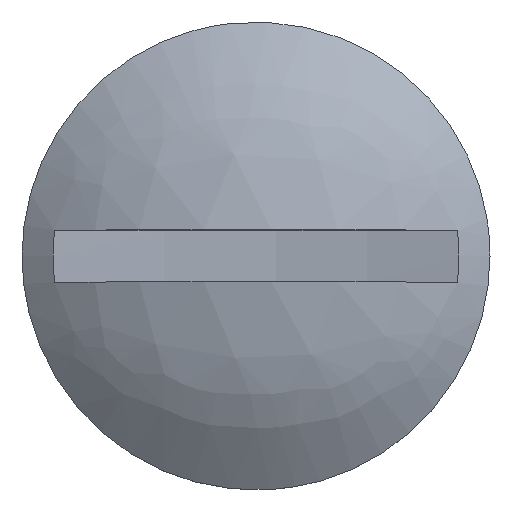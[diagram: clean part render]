
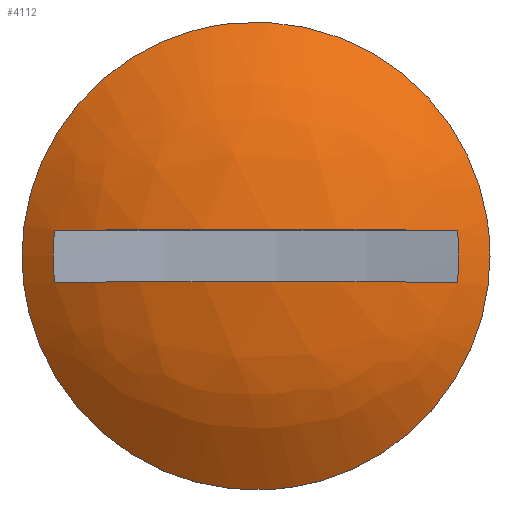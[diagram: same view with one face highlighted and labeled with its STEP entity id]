
A CAD part, top view. The second image highlights one B-rep face of the part: STEP entity #4112.
In plain terms, the highlighted free-form (B-spline) face has degree [2, 2] with [4, 4] control points.
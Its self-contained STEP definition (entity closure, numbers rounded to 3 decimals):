
#316=CARTESIAN_POINT('',(-1.062,8.937,0.8));
#317=VERTEX_POINT('',#316);
#323=CARTESIAN_POINT('',(9.0,0.0,0.8));
#324=VERTEX_POINT('',#323);
#325=CARTESIAN_POINT('',(-1.062,8.937,0.8));
#326=CARTESIAN_POINT('',(-0.533,9.0,0.8));
#327=CARTESIAN_POINT('',(0.0,9.0,0.8));
#328=CARTESIAN_POINT('',(9.0,9.0,0.8));
#329=CARTESIAN_POINT('',(9.0,0.0,0.8));
#337=(BOUNDED_CURVE()B_SPLINE_CURVE(2,(#325,#326,#327,#328,#329),.UNSPECIFIED.,.F.,.U.)B_SPLINE_CURVE_WITH_KNOTS((3,2,3),(0.23,0.25,0.5),.UNSPECIFIED.)CURVE()GEOMETRIC_REPRESENTATION_ITEM()RATIONAL_B_SPLINE_CURVE((0.956,0.976,1.0,0.707,1.0))REPRESENTATION_ITEM(''));
#338=EDGE_CURVE('',#317,#324,#337,.T.);
#340=CARTESIAN_POINT('',(0.549,-8.983,0.8));
#341=VERTEX_POINT('',#340);
#342=CARTESIAN_POINT('',(9.0,0.0,0.8));
#343=CARTESIAN_POINT('',(9.,-8.466,0.8));
#344=CARTESIAN_POINT('',(0.549,-8.983,0.8));
#352=(BOUNDED_CURVE()B_SPLINE_CURVE(2,(#342,#343,#344),.UNSPECIFIED.,.F.,.U.)B_SPLINE_CURVE_WITH_KNOTS((3,3),(0.5,0.739),.UNSPECIFIED.)CURVE()GEOMETRIC_REPRESENTATION_ITEM()RATIONAL_B_SPLINE_CURVE((1.0,0.72,0.976))REPRESENTATION_ITEM(''));
#353=EDGE_CURVE('',#324,#341,#352,.T.);
#427=CARTESIAN_POINT('',(-9.0,0.0,0.8));
#428=VERTEX_POINT('',#427);
#429=CARTESIAN_POINT('',(0.549,-8.983,0.8));
#430=CARTESIAN_POINT('',(0.275,-9.,0.8));
#431=CARTESIAN_POINT('',(0.0,-9.0,0.8));
#432=CARTESIAN_POINT('',(-9.0,-9.0,0.8));
#433=CARTESIAN_POINT('',(-9.0,0.0,0.8));
#441=(BOUNDED_CURVE()B_SPLINE_CURVE(2,(#429,#430,#431,#432,#433),.UNSPECIFIED.,.F.,.U.)B_SPLINE_CURVE_WITH_KNOTS((3,2,3),(0.739,0.75,1.0),.UNSPECIFIED.)CURVE()GEOMETRIC_REPRESENTATION_ITEM()RATIONAL_B_SPLINE_CURVE((0.976,0.988,1.0,0.707,1.0))REPRESENTATION_ITEM(''));
#442=EDGE_CURVE('',#341,#428,#441,.T.);
#444=CARTESIAN_POINT('',(-9.0,0.0,0.8));
#445=CARTESIAN_POINT('',(-9.0,7.994,0.8));
#446=CARTESIAN_POINT('',(-1.062,8.937,0.8));
#454=(BOUNDED_CURVE()B_SPLINE_CURVE(2,(#444,#445,#446),.UNSPECIFIED.,.F.,.U.)B_SPLINE_CURVE_WITH_KNOTS((3,3),(0.0,0.23),.UNSPECIFIED.)CURVE()GEOMETRIC_REPRESENTATION_ITEM()RATIONAL_B_SPLINE_CURVE((1.0,0.731,0.956))REPRESENTATION_ITEM(''));
#455=EDGE_CURVE('',#428,#317,#454,.T.);
#3953=CARTESIAN_POINT('',(-7.756,-1.,1.6));
#3954=VERTEX_POINT('',#3953);
#3955=CARTESIAN_POINT('',(7.756,-1.,1.6));
#3956=VERTEX_POINT('',#3955);
#3970=CARTESIAN_POINT('',(7.756,-1.,1.6));
#3971=CARTESIAN_POINT('',(0.,-1.,6.3));
#3972=CARTESIAN_POINT('',(-7.756,-1.,1.6));
#3980=(BOUNDED_CURVE()B_SPLINE_CURVE(2,(#3970,#3971,#3972),.UNSPECIFIED.,.F.,.U.)CURVE()GEOMETRIC_REPRESENTATION_ITEM()QUASI_UNIFORM_CURVE()RATIONAL_B_SPLINE_CURVE((1.0,0.855,1.0))REPRESENTATION_ITEM(''));
#3981=EDGE_CURVE('',#3956,#3954,#3980,.T.);
#3991=CARTESIAN_POINT('',(7.756,1.0,1.6));
#3992=VERTEX_POINT('',#3991);
#3993=CARTESIAN_POINT('',(-7.756,1.0,1.6));
#3994=VERTEX_POINT('',#3993);
#3995=CARTESIAN_POINT('',(7.756,1.0,1.6));
#3996=CARTESIAN_POINT('',(0.,1.0,6.3));
#3997=CARTESIAN_POINT('',(-7.756,1.0,1.6));
#4005=(BOUNDED_CURVE()B_SPLINE_CURVE(2,(#3995,#3996,#3997),.UNSPECIFIED.,.F.,.U.)CURVE()GEOMETRIC_REPRESENTATION_ITEM()QUASI_UNIFORM_CURVE()RATIONAL_B_SPLINE_CURVE((1.0,0.855,1.0))REPRESENTATION_ITEM(''));
#4006=EDGE_CURVE('',#3992,#3994,#4005,.T.);
#4039=CARTESIAN_POINT('',(-7.756,-1.,1.6));
#4040=CARTESIAN_POINT('',(-7.788,-0.667,1.607));
#4041=CARTESIAN_POINT('',(-7.82,0.,1.613));
#4042=CARTESIAN_POINT('',(-7.788,0.667,1.607));
#4043=CARTESIAN_POINT('',(-7.756,1.0,1.6));
#4044=B_SPLINE_CURVE_WITH_KNOTS('',3,(#4039,#4040,#4041,#4042,#4043),.UNSPECIFIED.,.F.,.U.,(4,1,4),(0.0,0.5,1.0),.UNSPECIFIED.);
#4045=EDGE_CURVE('',#3954,#3994,#4044,.T.);
#4048=CARTESIAN_POINT('',(7.756,1.0,1.6));
#4049=CARTESIAN_POINT('',(7.788,0.667,1.607));
#4050=CARTESIAN_POINT('',(7.82,0.,1.613));
#4051=CARTESIAN_POINT('',(7.788,-0.667,1.607));
#4052=CARTESIAN_POINT('',(7.756,-1.,1.6));
#4053=B_SPLINE_CURVE_WITH_KNOTS('',3,(#4048,#4049,#4050,#4051,#4052),.UNSPECIFIED.,.F.,.U.,(4,1,4),(0.0,0.5,1.0),.UNSPECIFIED.);
#4054=EDGE_CURVE('',#3992,#3956,#4053,.T.);
#4076=CARTESIAN_POINT('',(-8.669,-8.668,-2.556));
#4077=CARTESIAN_POINT('',(-4.848,-9.696,0.245));
#4078=CARTESIAN_POINT('',(4.848,-9.696,0.245));
#4079=CARTESIAN_POINT('',(8.669,-8.668,-2.556));
#4080=CARTESIAN_POINT('',(-9.696,-4.848,0.245));
#4081=CARTESIAN_POINT('',(-5.5,-5.499,3.8));
#4082=CARTESIAN_POINT('',(5.5,-5.499,3.8));
#4083=CARTESIAN_POINT('',(9.696,-4.848,0.245));
#4084=CARTESIAN_POINT('',(-9.696,4.848,0.245));
#4085=CARTESIAN_POINT('',(-5.5,5.499,3.8));
#4086=CARTESIAN_POINT('',(5.5,5.499,3.8));
#4087=CARTESIAN_POINT('',(9.696,4.848,0.245));
#4088=CARTESIAN_POINT('',(-8.669,8.668,-2.556));
#4089=CARTESIAN_POINT('',(-4.848,9.696,0.245));
#4090=CARTESIAN_POINT('',(4.848,9.696,0.245));
#4091=CARTESIAN_POINT('',(8.669,8.668,-2.556));
#4099=(BOUNDED_SURFACE()B_SPLINE_SURFACE(2,2,((#4076,#4080,#4084,#4088),(#4077,#4081,#4085,#4089),(#4078,#4082,#4086,#4090),(#4079,#4083,#4087,#4091)),.UNSPECIFIED.,.F.,.F.,.U.)B_SPLINE_SURFACE_WITH_KNOTS((3,1,3),(3,1,3),(1.152,11.305,21.458),(1.153,11.305,21.458),.UNSPECIFIED.)GEOMETRIC_REPRESENTATION_ITEM()RATIONAL_B_SPLINE_SURFACE(((1.269,1.134,1.134,1.269),(1.134,1.0,1.0,1.134),(1.134,1.0,1.0,1.134),(1.269,1.134,1.134,1.269)))REPRESENTATION_ITEM('')SURFACE());
#4100=ORIENTED_EDGE('',*,*,#442,.F.);
#4101=ORIENTED_EDGE('',*,*,#353,.F.);
#4102=ORIENTED_EDGE('',*,*,#338,.F.);
#4103=ORIENTED_EDGE('',*,*,#455,.F.);
#4104=EDGE_LOOP('',(#4100,#4101,#4102,#4103));
#4105=FACE_OUTER_BOUND('',#4104,.T.);
#4106=ORIENTED_EDGE('',*,*,#4006,.F.);
#4107=ORIENTED_EDGE('',*,*,#4054,.T.);
#4108=ORIENTED_EDGE('',*,*,#3981,.T.);
#4109=ORIENTED_EDGE('',*,*,#4045,.T.);
#4110=EDGE_LOOP('',(#4106,#4107,#4108,#4109));
#4111=FACE_BOUND('',#4110,.T.);
#4112=ADVANCED_FACE('',(#4105,#4111),#4099,.T.);
